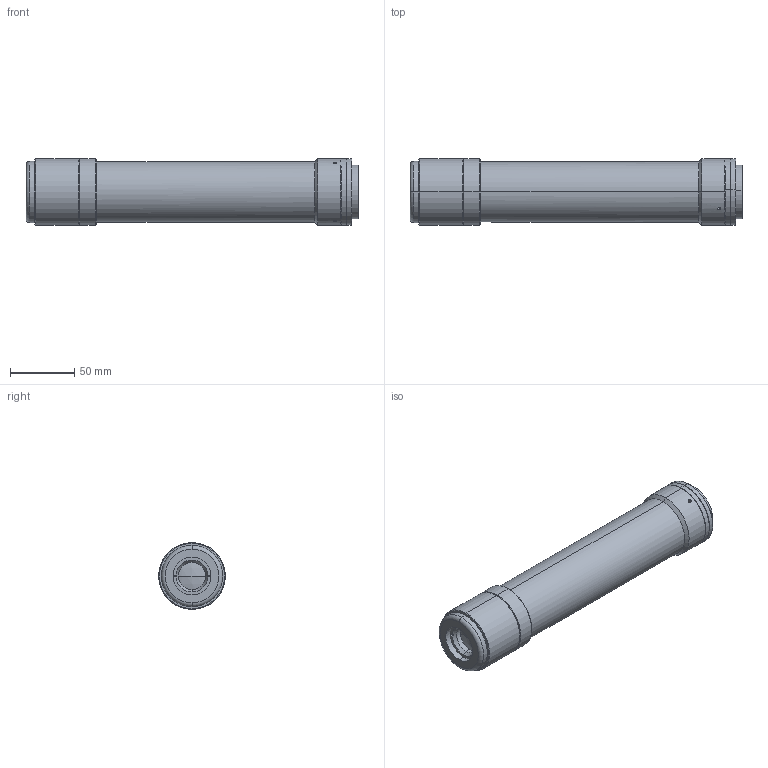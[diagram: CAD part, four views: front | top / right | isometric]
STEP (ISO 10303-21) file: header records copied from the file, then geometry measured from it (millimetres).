
FILE_DESCRIPTION (( 'STEP AP203' ), '1' );
FILE_NAME ('DP23016_MC4K200X-N.step', '2020-09-11T14:37:39', ( '' ), ( '' ), 'SwSTEP 2.0', 'SolidWorks 2020', '' );
FILE_SCHEMA (( 'CONFIG_CONTROL_DESIGN' ));
Length unit declared in the file: millimetre
Products named in the file (1): DP23016_MC4K200X-N
Bounding box: 259.23 x 52 x 52 mm (x, y, z)
Surface area: 54618.7 mm2 (no closed solid volume)
Topology: 0 solids, 10 shells, 80 faces, 214 edges, 143 vertices
Faces by surface type: cylinder 34, plane 24, cone 18, sphere 2, torus 2
Entity records: 2993 total; most frequent: CARTESIAN_POINT 905, DIRECTION 455, ORIENTED_EDGE 352, EDGE_CURVE 214, AXIS2_PLACEMENT_3D 183, VERTEX_POINT 143, CIRCLE 102, EDGE_LOOP 94
